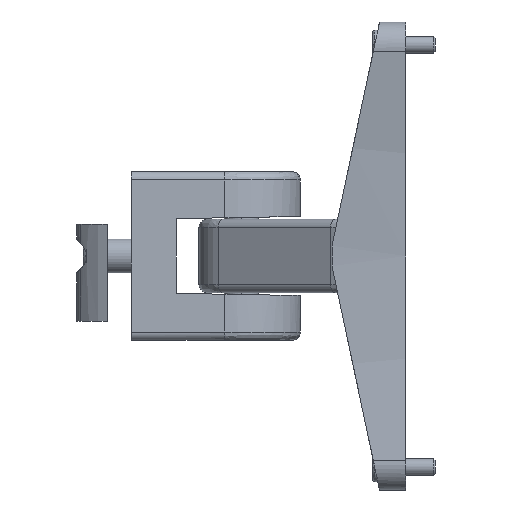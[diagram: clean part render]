
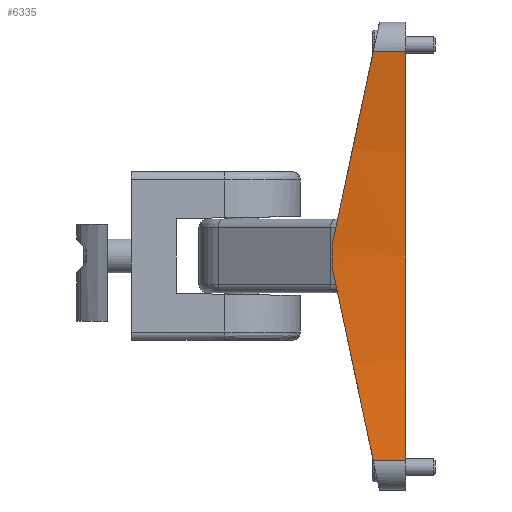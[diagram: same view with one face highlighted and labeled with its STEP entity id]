
A CAD part, left-side view. The second image highlights one B-rep face of the part: STEP entity #6335.
In plain terms, the highlighted cylindrical face has radius 308 mm (diameter 616 mm), a partial arc.
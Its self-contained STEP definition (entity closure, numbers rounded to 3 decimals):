
#89 = CARTESIAN_POINT ( 'NONE',  ( -51.509, -21.5, -2.397 ) ) ;
#133 = EDGE_CURVE ( 'NONE', #5481, #534, #5802, .T. ) ;
#534 = VERTEX_POINT ( 'NONE', #3739 ) ;
#586 = ORIENTED_EDGE ( 'NONE', *, *, #9970, .F. ) ;
#1017 = ORIENTED_EDGE ( 'NONE', *, *, #2680, .F. ) ;
#1205 = EDGE_CURVE ( 'NONE', #6254, #2039, #10507, .T. ) ;
#1548 = CARTESIAN_POINT ( 'NONE',  ( -51.629, -24.782, 17.835 ) ) ;
#1588 = CARTESIAN_POINT ( 'NONE',  ( -55.337, -21.5, -48.468 ) ) ;
#1702 = ORIENTED_EDGE ( 'NONE', *, *, #1205, .F. ) ;
#2039 = VERTEX_POINT ( 'NONE', #8386 ) ;
#2068 = CYLINDRICAL_SURFACE ( 'NONE', #3723, 308. ) ;
#2353 = CARTESIAN_POINT ( 'NONE',  ( -55.337, -31.293, 48.468 ) ) ;
#2552 = CARTESIAN_POINT ( 'NONE',  ( -52.908, -28.052, -33.221 ) ) ;
#2678 = DIRECTION ( 'NONE',  ( 0., -1., 0. ) ) ;
#2680 = EDGE_CURVE ( 'NONE', #4049, #4147, #3122, .T. ) ;
#3122 = LINE ( 'NONE', #6533, #6017 ) ;
#3437 = AXIS2_PLACEMENT_3D ( 'NONE', #6232, #6135, #3781 ) ;
#3723 = AXIS2_PLACEMENT_3D ( 'NONE', #8020, #8903, #9637 ) ;
#3739 = CARTESIAN_POINT ( 'NONE',  ( -55.337, -31.293, -48.468 ) ) ;
#3781 = DIRECTION ( 'NONE',  ( 0., 0., -1. ) ) ;
#3843 = ORIENTED_EDGE ( 'NONE', *, *, #4375, .F. ) ;
#4048 = CARTESIAN_POINT ( 'NONE',  ( -55.337, -31.293, -48.468 ) ) ;
#4049 = VERTEX_POINT ( 'NONE', #6973 ) ;
#4147 = VERTEX_POINT ( 'NONE', #10247 ) ;
#4300 = CARTESIAN_POINT ( 'NONE',  ( -55.337, -39., -48.468 ) ) ;
#4375 = EDGE_CURVE ( 'NONE', #534, #6254, #9135, .T. ) ;
#5366 = AXIS2_PLACEMENT_3D ( 'NONE', #8944, #7354, #6473 ) ;
#5481 = VERTEX_POINT ( 'NONE', #4300 ) ;
#5667 = EDGE_CURVE ( 'NONE', #2039, #4049, #8329, .T. ) ;
#5802 = LINE ( 'NONE', #1588, #7047 ) ;
#6017 = VECTOR ( 'NONE', #2678, 1000. ) ;
#6135 = DIRECTION ( 'NONE',  ( 0., -1., 0. ) ) ;
#6232 = CARTESIAN_POINT ( 'NONE',  ( -359.5, -21.5, 0. ) ) ;
#6254 = VERTEX_POINT ( 'NONE', #7794 ) ;
#6335 = ADVANCED_FACE ( 'NONE', ( #10201 ), #2068, .F. ) ;
#6473 = DIRECTION ( 'NONE',  ( 0., 0., -1. ) ) ;
#6533 = CARTESIAN_POINT ( 'NONE',  ( -55.337, -21.5, 48.468 ) ) ;
#6973 = CARTESIAN_POINT ( 'NONE',  ( -55.337, -31.293, 48.468 ) ) ;
#7047 = VECTOR ( 'NONE', #8030, 1000. ) ;
#7165 = CARTESIAN_POINT ( 'NONE',  ( -51.509, -21.5, 2.397 ) ) ;
#7354 = DIRECTION ( 'NONE',  ( 0., 1., 0. ) ) ;
#7569 = CIRCLE ( 'NONE', #5366, 308. ) ;
#7794 = CARTESIAN_POINT ( 'NONE',  ( -51.509, -21.5, -2.397 ) ) ;
#7941 = ORIENTED_EDGE ( 'NONE', *, *, #133, .F. ) ;
#7993 = ORIENTED_EDGE ( 'NONE', *, *, #5667, .F. ) ;
#8020 = CARTESIAN_POINT ( 'NONE',  ( -359.5, -21.5, 0. ) ) ;
#8030 = DIRECTION ( 'NONE',  ( 0., 1., 0. ) ) ;
#8117 = CARTESIAN_POINT ( 'NONE',  ( -51.629, -24.782, -17.835 ) ) ;
#8329 =( BOUNDED_CURVE ( )  B_SPLINE_CURVE ( 3, ( #7165, #1548, #10498, #2353 ),
 .UNSPECIFIED., .F., .F. ) 
 B_SPLINE_CURVE_WITH_KNOTS ( ( 4, 4 ),
 ( 4.72, 4.87 ),
 .UNSPECIFIED. ) 
 CURVE ( )  GEOMETRIC_REPRESENTATION_ITEM ( )  RATIONAL_B_SPLINE_CURVE ( ( 1., 0.998, 0.998, 1. ) ) 
 REPRESENTATION_ITEM ( '' )  );
#8367 = EDGE_LOOP ( 'NONE', ( #1702, #3843, #7941, #586, #1017, #7993 ) ) ;
#8386 = CARTESIAN_POINT ( 'NONE',  ( -51.509, -21.5, 2.397 ) ) ;
#8903 = DIRECTION ( 'NONE',  ( 0., -1., 0. ) ) ;
#8944 = CARTESIAN_POINT ( 'NONE',  ( -359.5, -39., 0. ) ) ;
#9135 =( BOUNDED_CURVE ( )  B_SPLINE_CURVE ( 3, ( #4048, #2552, #8117, #89 ),
 .UNSPECIFIED., .F., .F. ) 
 B_SPLINE_CURVE_WITH_KNOTS ( ( 4, 4 ),
 ( 1.413, 1.563 ),
 .UNSPECIFIED. ) 
 CURVE ( )  GEOMETRIC_REPRESENTATION_ITEM ( )  RATIONAL_B_SPLINE_CURVE ( ( 1., 0.998, 0.998, 1. ) ) 
 REPRESENTATION_ITEM ( '' )  );
#9637 = DIRECTION ( 'NONE',  ( 0., 0., -1. ) ) ;
#9970 = EDGE_CURVE ( 'NONE', #4147, #5481, #7569, .T. ) ;
#10201 = FACE_OUTER_BOUND ( 'NONE', #8367, .T. ) ;
#10247 = CARTESIAN_POINT ( 'NONE',  ( -55.337, -39., 48.468 ) ) ;
#10498 = CARTESIAN_POINT ( 'NONE',  ( -52.908, -28.052, 33.221 ) ) ;
#10507 = CIRCLE ( 'NONE', #3437, 308. ) ;
